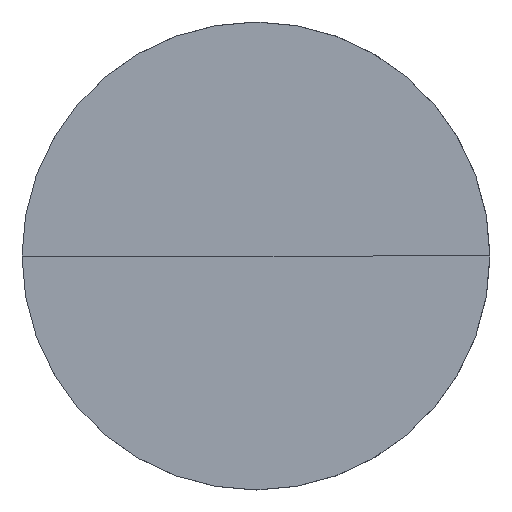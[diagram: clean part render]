
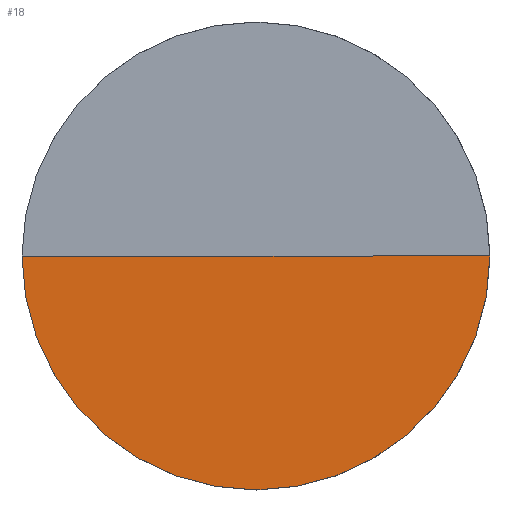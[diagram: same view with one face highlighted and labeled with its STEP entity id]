
A CAD part, left-side view. The second image highlights one B-rep face of the part: STEP entity #18.
In plain terms, the highlighted conical face has half-angle 89.853 degrees and reference radius 25 mm.
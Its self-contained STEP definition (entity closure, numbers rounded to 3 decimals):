
#3 = EDGE_CURVE ( 'NONE', #48, #85, #134, .T. ) ;
#4 = DIRECTION ( 'NONE',  ( 0., 1., 0. ) ) ;
#12 = VERTEX_POINT ( 'NONE', #99 ) ;
#15 = AXIS2_PLACEMENT_3D ( 'NONE', #36, #181, #155 ) ;
#18 = ADVANCED_FACE ( 'NONE', ( #170 ), #173, .F. ) ;
#21 = CARTESIAN_POINT ( 'NONE',  ( 449.675, -54.224, 0. ) ) ;
#24 = EDGE_CURVE ( 'NONE', #48, #12, #68, .T. ) ;
#36 = CARTESIAN_POINT ( 'NONE',  ( 449.739, -29.224, 0. ) ) ;
#41 = VECTOR ( 'NONE', #62, 1000. ) ;
#48 = VERTEX_POINT ( 'NONE', #178 ) ;
#58 = VECTOR ( 'NONE', #4, 1000. ) ;
#61 = ORIENTED_EDGE ( 'NONE', *, *, #3, .T. ) ;
#62 = DIRECTION ( 'NONE',  ( -0.005, -1., 0. ) ) ;
#68 = LINE ( 'NONE', #21, #41 ) ;
#85 = VERTEX_POINT ( 'NONE', #101 ) ;
#99 = CARTESIAN_POINT ( 'NONE',  ( 449.675, -54.224, 0. ) ) ;
#101 = CARTESIAN_POINT ( 'NONE',  ( 449.804, -4.224, 0. ) ) ;
#114 = EDGE_CURVE ( 'NONE', #12, #85, #146, .T. ) ;
#116 = ORIENTED_EDGE ( 'NONE', *, *, #24, .F. ) ;
#134 = LINE ( 'NONE', #176, #58 ) ;
#146 = CIRCLE ( 'NONE', #15, 25. ) ;
#152 = AXIS2_PLACEMENT_3D ( 'NONE', #164, #177, #174 ) ;
#155 = DIRECTION ( 'NONE',  ( 0.003, 1., 0. ) ) ;
#164 = CARTESIAN_POINT ( 'NONE',  ( 449.739, -29.224, 0. ) ) ;
#168 = EDGE_LOOP ( 'NONE', ( #116, #61, #190 ) ) ;
#170 = FACE_OUTER_BOUND ( 'NONE', #168, .T. ) ;
#173 = CONICAL_SURFACE ( 'NONE', #152, 25., 1.568 ) ;
#174 = DIRECTION ( 'NONE',  ( -0.003, -1., 0. ) ) ;
#176 = CARTESIAN_POINT ( 'NONE',  ( 449.804, -4.224, 0. ) ) ;
#177 = DIRECTION ( 'NONE',  ( -1., 0.003, 0. ) ) ;
#178 = CARTESIAN_POINT ( 'NONE',  ( 449.804, -29.224, 0. ) ) ;
#181 = DIRECTION ( 'NONE',  ( 1., -0.003, 0. ) ) ;
#190 = ORIENTED_EDGE ( 'NONE', *, *, #114, .F. ) ;
